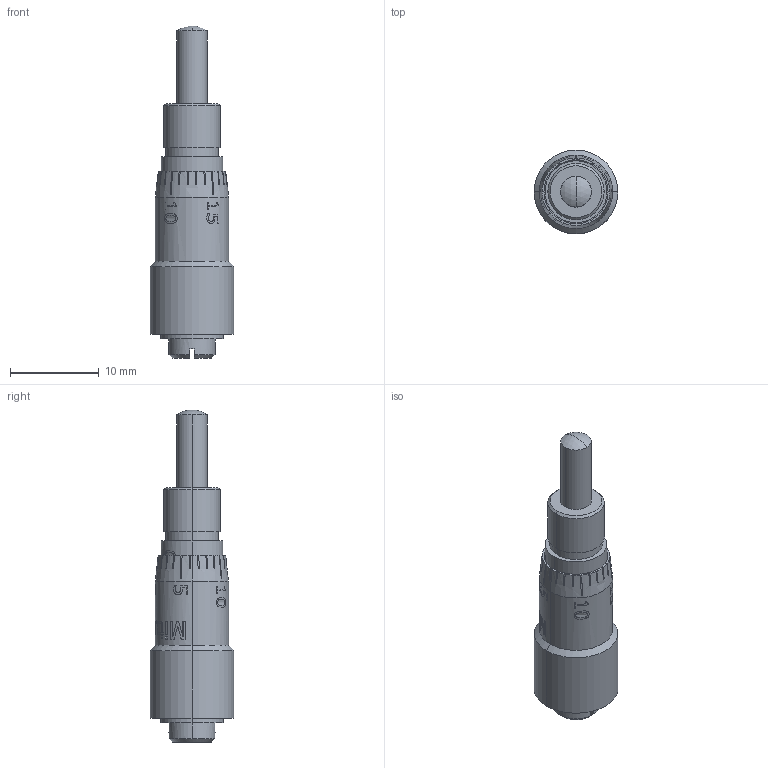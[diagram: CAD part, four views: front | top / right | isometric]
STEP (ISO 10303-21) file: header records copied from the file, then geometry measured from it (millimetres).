
FILE_DESCRIPTION (( 'STEP AP214' ), '1' );
FILE_NAME ('13428-E0W.STEP', '2013-09-10T18:35:34', ( 'Admin' ), ( '' ), 'SwSTEP 2.0', 'SolidWorks 2012', '' );
FILE_SCHEMA (( 'AUTOMOTIVE_DESIGN' ));
Length unit declared in the file: inch
Products named in the file (1): 13428-E0W
Bounding box: 9.45 x 9.45 x 37.47 mm (x, y, z)
Volume: 1690.9 mm3; surface area: 1752.6 mm2
Topology: 2 solids, 2 shells, 389 faces, 1148 edges, 797 vertices
Faces by surface type: plane 231, bspline 63, cylinder 53, cone 40, sphere 2
Entity records: 24565 total; most frequent: CARTESIAN_POINT 9735, ORIENTED_EDGE 2296, DIRECTION 1653, EDGE_CURVE 1148, VERTEX_POINT 797, AXIS2_PLACEMENT_3D 609, VECTOR 435, LINE 435
